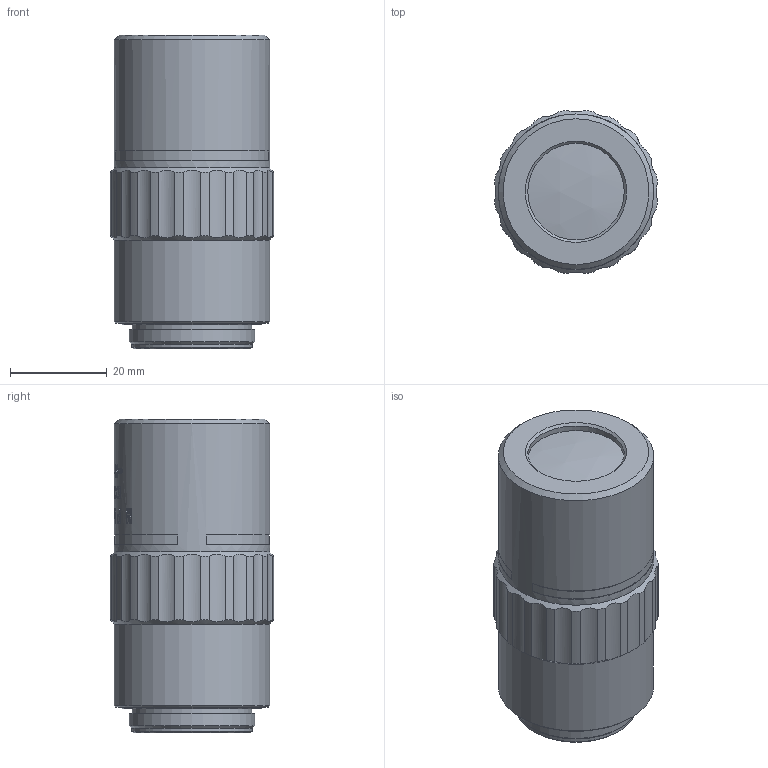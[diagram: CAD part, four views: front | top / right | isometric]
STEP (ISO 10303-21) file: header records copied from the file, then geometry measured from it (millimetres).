
FILE_DESCRIPTION (( 'STEP AP203' ), '1' );
FILE_NAME ('690132.STEP', '2025-12-17T01:18:50', ( 'Windows User' ), ( 'P R C' ), 'SwSTEP 2.0', 'SolidWorks 2020', '' );
FILE_SCHEMA (( 'CONFIG_CONTROL_DESIGN' ));
Length unit declared in the file: millimetre
Products named in the file (1): 690132
Bounding box: 33.82 x 33.82 x 65 mm (x, y, z)
Volume: 50519.4 mm3; surface area: 8603.6 mm2
Topology: 1 solids, 1 shells, 367 faces, 966 edges, 644 vertices
Faces by surface type: bspline 158, plane 114, cylinder 85, cone 9, sphere 1
Full cylindrical faces by diameter (mm): 20 x1, 22 x1, 24.8 x1, 25 x1, 26 x1, 32.2 x2
Entity records: 32532 total; most frequent: CARTESIAN_POINT 24607, ORIENTED_EDGE 1886, DIRECTION 1122, EDGE_CURVE 943, VERTEX_POINT 637, B_SPLINE_CURVE_WITH_KNOTS 426, EDGE_LOOP 426, AXIS2_PLACEMENT_3D 395
